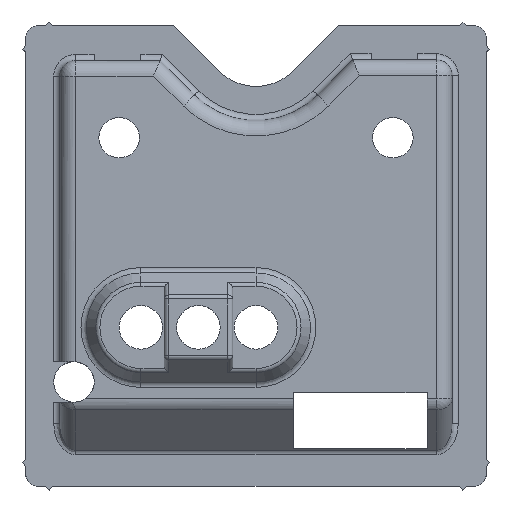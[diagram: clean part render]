
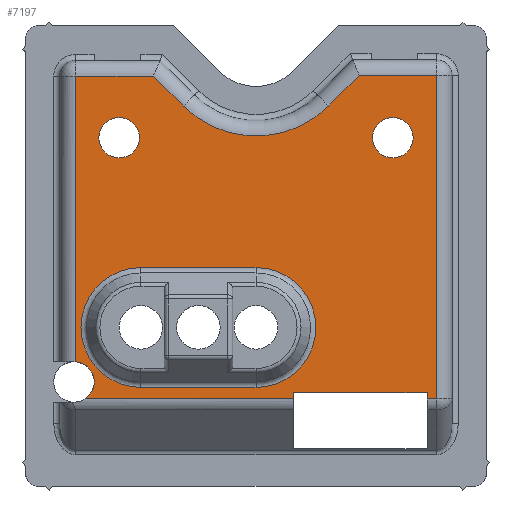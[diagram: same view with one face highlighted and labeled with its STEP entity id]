
A CAD part, top view. The second image highlights one B-rep face of the part: STEP entity #7197.
In plain terms, the highlighted planar face has unit normal (0, 0, 1).
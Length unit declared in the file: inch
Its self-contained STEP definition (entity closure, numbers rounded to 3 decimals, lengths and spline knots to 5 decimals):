
#1579=DIRECTION('',(1.,0.,0.));
#1580=VECTOR('',#1579,0.03);
#1581=CARTESIAN_POINT('',(0.55,-0.45929,0.2));
#1582=LINE('',#1581,#1580);
#1595=DIRECTION('',(1.,0.,0.));
#1596=VECTOR('',#1595,0.66926);
#1597=CARTESIAN_POINT('',(-0.54926,-0.45929,0.2));
#1598=LINE('',#1597,#1596);
#1639=CARTESIAN_POINT('',(-0.44,0.38,0.2));
#1640=DIRECTION('',(0.,0.,1.));
#1641=DIRECTION('',(1.,0.,0.));
#1642=AXIS2_PLACEMENT_3D('',#1639,#1640,#1641);
#1644=CARTESIAN_POINT('',(-0.44,0.38,0.2));
#1645=DIRECTION('',(0.,0.,1.));
#1646=DIRECTION('',(-1.,0.,0.));
#1647=AXIS2_PLACEMENT_3D('',#1644,#1645,#1646);
#1649=CARTESIAN_POINT('',(0.44,0.38,0.2));
#1650=DIRECTION('',(0.,0.,1.));
#1651=DIRECTION('',(1.,0.,0.));
#1652=AXIS2_PLACEMENT_3D('',#1649,#1650,#1651);
#1654=CARTESIAN_POINT('',(0.44,0.38,0.2));
#1655=DIRECTION('',(0.,0.,1.));
#1656=DIRECTION('',(-1.,0.,0.));
#1657=AXIS2_PLACEMENT_3D('',#1654,#1655,#1656);
#1659=CARTESIAN_POINT('',(-0.585,-0.405,0.2));
#1660=DIRECTION('',(0.,0.,-1.));
#1661=DIRECTION('',(1.,0.,0.));
#1662=AXIS2_PLACEMENT_3D('',#1659,#1660,#1661);
#1664=CARTESIAN_POINT('',(-0.585,-0.405,0.2));
#1665=DIRECTION('',(0.,0.,-1.));
#1666=DIRECTION('',(0.077,0.997,0.));
#1667=AXIS2_PLACEMENT_3D('',#1664,#1665,#1666);
#1669=DIRECTION('',(0.,1.,0.));
#1670=VECTOR('',#1669,0.01929);
#1671=CARTESIAN_POINT('',(0.55,-0.45929,0.2));
#1672=LINE('',#1671,#1670);
#1673=DIRECTION('',(-1.,0.,0.));
#1674=VECTOR('',#1673,0.43);
#1675=CARTESIAN_POINT('',(0.55,-0.44,0.2));
#1676=LINE('',#1675,#1674);
#1677=DIRECTION('',(0.,-1.,0.));
#1678=VECTOR('',#1677,0.01929);
#1679=CARTESIAN_POINT('',(0.12,-0.44,0.2));
#1680=LINE('',#1679,#1678);
#2373=DIRECTION('',(-0.707,-0.707,0.));
#2374=VECTOR('',#2373,0.13908);
#2375=CARTESIAN_POINT('',(0.33169,0.58,0.2));
#2376=LINE('',#2375,#2374);
#2386=CARTESIAN_POINT('',(0.,0.715,0.2));
#2387=DIRECTION('',(0.,0.,-1.));
#2388=DIRECTION('',(0.707,-0.707,0.));
#2389=AXIS2_PLACEMENT_3D('',#2386,#2387,#2388);
#2401=DIRECTION('',(-0.707,0.707,0.));
#2402=VECTOR('',#2401,0.13625);
#2403=CARTESIAN_POINT('',(-0.23335,0.48165,0.2));
#2404=LINE('',#2403,#2402);
#2420=DIRECTION('',(-1.,0.,0.));
#2421=VECTOR('',#2420,0.25031);
#2422=CARTESIAN_POINT('',(-0.32969,0.578,0.2));
#2423=LINE('',#2422,#2421);
#2447=DIRECTION('',(0.,-1.,0.));
#2448=VECTOR('',#2447,0.91819);
#2449=CARTESIAN_POINT('',(-0.58,0.578,0.2));
#2450=LINE('',#2449,#2448);
#2578=DIRECTION('',(-1.,0.,0.));
#2579=VECTOR('',#2578,0.24831);
#2580=CARTESIAN_POINT('',(0.58,0.58,0.2));
#2581=LINE('',#2580,#2579);
#2612=DIRECTION('',(0.,1.,0.));
#2613=VECTOR('',#2612,1.03929);
#2614=CARTESIAN_POINT('',(0.58,-0.45929,0.2));
#2615=LINE('',#2614,#2613);
#3444=CARTESIAN_POINT('',(0.,-0.23,0.2));
#3445=DIRECTION('',(0.,0.,1.));
#3446=DIRECTION('',(0.,-1.,0.));
#3447=AXIS2_PLACEMENT_3D('',#3444,#3445,#3446);
#3464=DIRECTION('',(1.,0.,0.));
#3465=VECTOR('',#3464,0.37);
#3466=CARTESIAN_POINT('',(-0.37,-0.42255,0.2));
#3467=LINE('',#3466,#3465);
#3477=CARTESIAN_POINT('',(-0.37,-0.23,0.2));
#3478=DIRECTION('',(0.,0.,1.));
#3479=DIRECTION('',(0.,1.,0.));
#3480=AXIS2_PLACEMENT_3D('',#3477,#3478,#3479);
#3492=DIRECTION('',(-1.,0.,0.));
#3493=VECTOR('',#3492,0.37);
#3494=CARTESIAN_POINT('',(0.,-0.03745,0.2));
#3495=LINE('',#3494,#3493);
#3837=CARTESIAN_POINT('',(-0.23335,0.48165,0.2));
#3838=CARTESIAN_POINT('',(-0.32969,0.578,0.2));
#3839=VERTEX_POINT('',#3837);
#3840=VERTEX_POINT('',#3838);
#3845=CARTESIAN_POINT('',(0.23335,0.48165,0.2));
#3846=VERTEX_POINT('',#3845);
#3849=CARTESIAN_POINT('',(0.33169,0.58,0.2));
#3850=VERTEX_POINT('',#3849);
#4047=CARTESIAN_POINT('',(-0.375,0.38,0.2));
#4048=CARTESIAN_POINT('',(-0.505,0.38,0.2));
#4049=VERTEX_POINT('',#4047);
#4050=VERTEX_POINT('',#4048);
#4055=CARTESIAN_POINT('',(0.505,0.38,0.2));
#4056=CARTESIAN_POINT('',(0.375,0.38,0.2));
#4057=VERTEX_POINT('',#4055);
#4058=VERTEX_POINT('',#4056);
#4063=CARTESIAN_POINT('',(0.12,-0.44,0.2));
#4064=CARTESIAN_POINT('',(0.12,-0.45929,0.2));
#4065=VERTEX_POINT('',#4063);
#4066=VERTEX_POINT('',#4064);
#4067=CARTESIAN_POINT('',(0.55,-0.44,0.2));
#4068=VERTEX_POINT('',#4067);
#4085=CARTESIAN_POINT('',(0.55,-0.45929,0.2));
#4086=VERTEX_POINT('',#4085);
#4199=CARTESIAN_POINT('',(0.58,-0.45929,0.2));
#4200=VERTEX_POINT('',#4199);
#4273=CARTESIAN_POINT('',(0.,-0.03745,0.2));
#4274=CARTESIAN_POINT('',(-0.37,-0.03745,0.2));
#4275=VERTEX_POINT('',#4273);
#4276=VERTEX_POINT('',#4274);
#4281=CARTESIAN_POINT('',(-0.37,-0.42255,0.2));
#4282=VERTEX_POINT('',#4281);
#4285=CARTESIAN_POINT('',(0.,-0.42255,0.2));
#4286=VERTEX_POINT('',#4285);
#4398=CARTESIAN_POINT('',(-0.52,-0.405,0.2));
#4399=CARTESIAN_POINT('',(-0.54926,-0.45929,0.2));
#4400=VERTEX_POINT('',#4398);
#4401=VERTEX_POINT('',#4399);
#4402=CARTESIAN_POINT('',(-0.58,-0.34019,0.2));
#4403=VERTEX_POINT('',#4402);
#4451=CARTESIAN_POINT('',(-0.58,0.578,0.2));
#4453=VERTEX_POINT('',#4451);
#4457=CARTESIAN_POINT('',(0.58,0.58,0.2));
#4459=VERTEX_POINT('',#4457);
#7146=CARTESIAN_POINT('',(0.,0.,0.2));
#7147=DIRECTION('',(0.,0.,1.));
#7148=DIRECTION('',(1.,0.,0.));
#7149=AXIS2_PLACEMENT_3D('',#7146,#7147,#7148);
#7150=PLANE('',#7149);
#7151=ORIENTED_EDGE('',*,*,#6832,.F.);
#7152=ORIENTED_EDGE('',*,*,#6851,.F.);
#7154=ORIENTED_EDGE('',*,*,#7153,.F.);
#7156=ORIENTED_EDGE('',*,*,#7155,.F.);
#7158=ORIENTED_EDGE('',*,*,#7157,.F.);
#7160=ORIENTED_EDGE('',*,*,#7159,.F.);
#7162=ORIENTED_EDGE('',*,*,#7161,.F.);
#7164=ORIENTED_EDGE('',*,*,#7163,.F.);
#7166=ORIENTED_EDGE('',*,*,#7165,.F.);
#7167=ORIENTED_EDGE('',*,*,#7056,.F.);
#7168=ORIENTED_EDGE('',*,*,#7099,.T.);
#7170=ORIENTED_EDGE('',*,*,#7169,.T.);
#7171=ORIENTED_EDGE('',*,*,#7127,.T.);
#7172=ORIENTED_EDGE('',*,*,#7073,.F.);
#7173=EDGE_LOOP('',(#7151,#7152,#7154,#7156,#7158,#7160,#7162,#7164,#7166,#7167,
#7168,#7170,#7171,#7172));
#7174=FACE_OUTER_BOUND('',#7173,.F.);
#7176=ORIENTED_EDGE('',*,*,#7175,.T.);
#7178=ORIENTED_EDGE('',*,*,#7177,.T.);
#7179=EDGE_LOOP('',(#7176,#7178));
#7180=FACE_BOUND('',#7179,.F.);
#7182=ORIENTED_EDGE('',*,*,#7181,.T.);
#7184=ORIENTED_EDGE('',*,*,#7183,.T.);
#7186=ORIENTED_EDGE('',*,*,#7185,.T.);
#7188=ORIENTED_EDGE('',*,*,#7187,.T.);
#7189=EDGE_LOOP('',(#7182,#7184,#7186,#7188));
#7190=FACE_BOUND('',#7189,.F.);
#7192=ORIENTED_EDGE('',*,*,#7191,.T.);
#7194=ORIENTED_EDGE('',*,*,#7193,.T.);
#7195=EDGE_LOOP('',(#7192,#7194));
#7196=FACE_BOUND('',#7195,.F.);
#7197=ADVANCED_FACE('',(#7174,#7180,#7190,#7196),#7150,.T.);
#1643=CIRCLE('',#1642,0.065);
#1648=CIRCLE('',#1647,0.065);
#1653=CIRCLE('',#1652,0.065);
#1658=CIRCLE('',#1657,0.065);
#1663=CIRCLE('',#1662,0.065);
#1668=CIRCLE('',#1667,0.065);
#2390=CIRCLE('',#2389,0.33);
#3448=CIRCLE('',#3447,0.19255);
#3481=CIRCLE('',#3480,0.19255);
#6832=EDGE_CURVE('',#4400,#4401,#1663,.T.);
#6851=EDGE_CURVE('',#4403,#4400,#1668,.T.);
#7056=EDGE_CURVE('',#4086,#4200,#1582,.T.);
#7073=EDGE_CURVE('',#4401,#4066,#1598,.T.);
#7099=EDGE_CURVE('',#4086,#4068,#1672,.T.);
#7127=EDGE_CURVE('',#4065,#4066,#1680,.T.);
#7153=EDGE_CURVE('',#4453,#4403,#2450,.T.);
#7155=EDGE_CURVE('',#3840,#4453,#2423,.T.);
#7157=EDGE_CURVE('',#3839,#3840,#2404,.T.);
#7159=EDGE_CURVE('',#3846,#3839,#2390,.T.);
#7161=EDGE_CURVE('',#3850,#3846,#2376,.T.);
#7163=EDGE_CURVE('',#4459,#3850,#2581,.T.);
#7165=EDGE_CURVE('',#4200,#4459,#2615,.T.);
#7169=EDGE_CURVE('',#4068,#4065,#1676,.T.);
#7175=EDGE_CURVE('',#4057,#4058,#1653,.T.);
#7177=EDGE_CURVE('',#4058,#4057,#1658,.T.);
#7181=EDGE_CURVE('',#4275,#4276,#3495,.T.);
#7183=EDGE_CURVE('',#4276,#4282,#3481,.T.);
#7185=EDGE_CURVE('',#4282,#4286,#3467,.T.);
#7187=EDGE_CURVE('',#4286,#4275,#3448,.T.);
#7191=EDGE_CURVE('',#4049,#4050,#1643,.T.);
#7193=EDGE_CURVE('',#4050,#4049,#1648,.T.);
